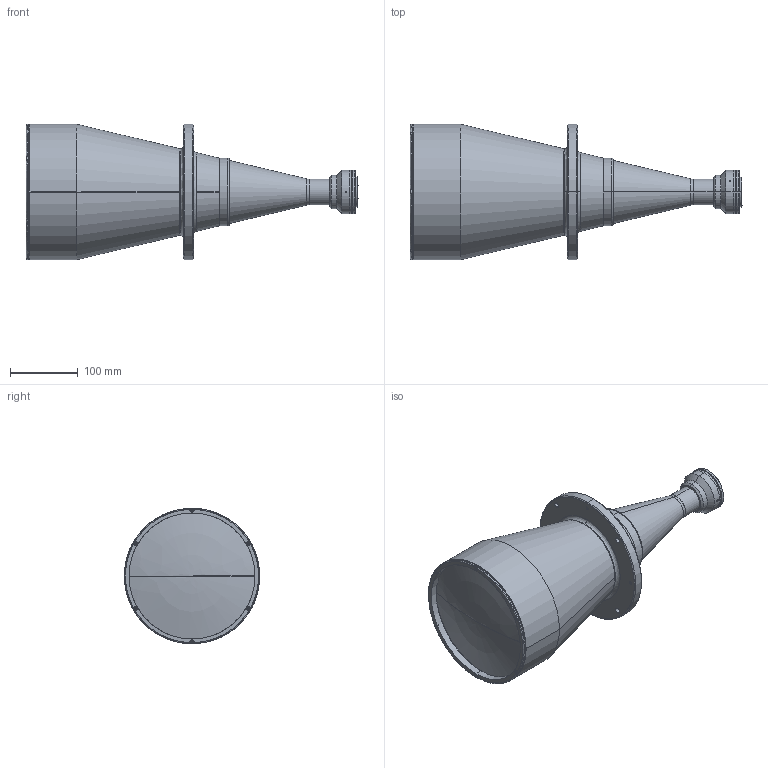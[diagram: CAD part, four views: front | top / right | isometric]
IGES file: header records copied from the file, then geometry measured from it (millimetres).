
Start section: SolidWorks IGES file using analytic representation for surfaces
Global section: file name: TC2M144HR-F.IGS; native system: SolidWorks 2013; preprocessor: SolidWorks 2013; author: piermario; date: 140604.105240; units: millimetre
Bounding box: 490.14 x 200 x 200 mm (x, y, z)
Surface area: 291342.9 mm2 (no closed solid volume)
Topology: 0 solids, 0 shells, 260 faces, 4757 edges, 4755 vertices
Faces by surface type: bspline 134, revolution 126
